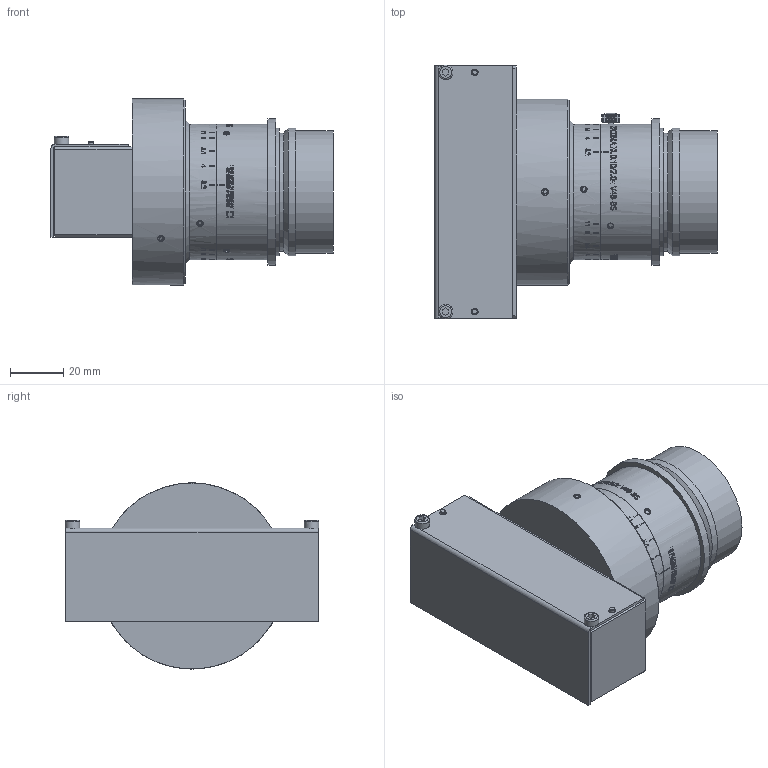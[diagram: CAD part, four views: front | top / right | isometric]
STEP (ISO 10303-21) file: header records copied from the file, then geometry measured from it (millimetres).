
FILE_DESCRIPTION(/* description */ (''),/* implementation_level */ '2;1');
FILE_NAME(/* name */ '1078988_00159432_002.stp',/* time_stamp */ '2022-02-24T07:50:51+01:00',/* author */ (''),/* organization */ (''),/* preprocessor_version */ 'ST-DEVELOPER v16',/* originating_system */ 'SIEMENS PLM Software NX 10.0',/* authorisation */ '');
FILE_SCHEMA (('AP203_CONFIGURATION_CONTROLLED_3D_DESIGN_OF_MECHANICAL_PARTS_AND_ASSEMBLIES_MIM_LF { 1 0 10303 403 2 1 2}'));
Length unit declared in the file: millimetre
Products named in the file (1): Froe3A48155Cspfq
Bounding box: 106.1 x 95.49 x 70.02 mm (x, y, z)
Volume: 275194.3 mm3; surface area: 46435.7 mm2
Topology: 1 solids, 8 shells, 669 faces, 2147 edges, 1712 vertices
Faces by surface type: plane 361, cylinder 246, extrusion 26, cone 25, torus 9, revolution 1, sphere 1
Full cylindrical faces by diameter (mm): 1.183 x1, 2 x6, 2.05 x3, 2.5 x2, 3 x2, 3.5 x2, 3.8 x2, 5.5 x2, 32.7 x1, 34.5 x1, 39.2 x1, 41.2 x1, 42.2 x1, 44.4 x1, 46 x1, 48 x2, 49.488 x1, 51 x3, 51.4 x1, 55 x1, 62 x1, 70 x1
Entity records: 29417 total; most frequent: CARTESIAN_POINT 12019, ORIENTED_EDGE 4041, DIRECTION 2555, EDGE_CURVE 2040, VERTEX_POINT 1682, B_SPLINE_CURVE_WITH_KNOTS 1054, EDGE_LOOP 976, AXIS2_PLACEMENT_3D 910
